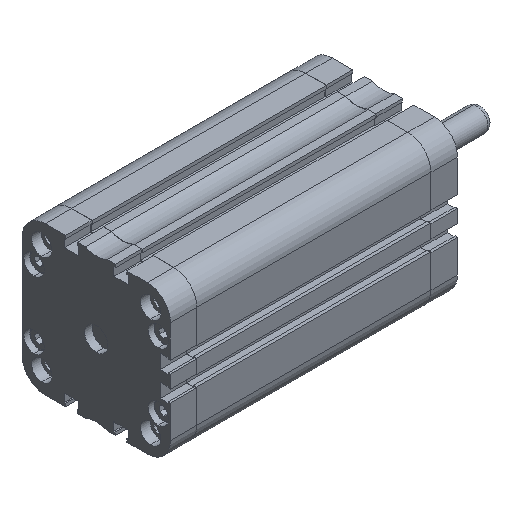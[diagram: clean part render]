
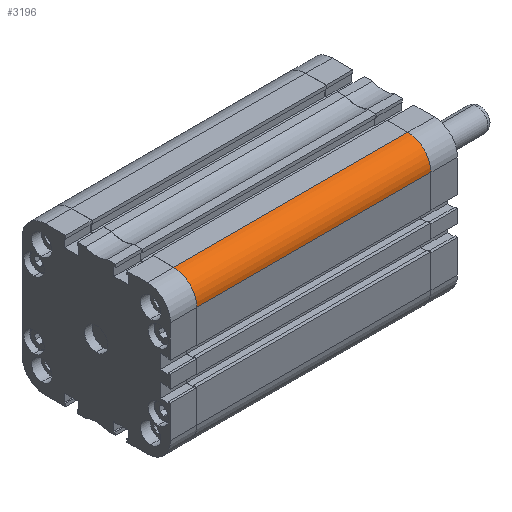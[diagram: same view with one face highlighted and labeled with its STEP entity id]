
A CAD part, isometric view. The second image highlights one B-rep face of the part: STEP entity #3196.
In plain terms, the highlighted cylindrical face has radius 12 mm (diameter 24 mm), a partial arc.
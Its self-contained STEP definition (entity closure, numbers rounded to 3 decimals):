
#2215 = CARTESIAN_POINT ( 'NONE',  ( 0., -26.5, 38.5 ) ) ;
#3196 = ADVANCED_FACE ( 'NONE', ( #17569 ), #30998, .T. ) ;
#3261 = ORIENTED_EDGE ( 'NONE', *, *, #8280, .F. ) ;
#3541 = VERTEX_POINT ( 'NONE', #2215 ) ;
#7028 = VECTOR ( 'NONE', #34391, 1000. ) ;
#8280 = EDGE_CURVE ( 'NONE', #26938, #34814, #15498, .T. ) ;
#8774 = ORIENTED_EDGE ( 'NONE', *, *, #22081, .F. ) ;
#10428 = VERTEX_POINT ( 'NONE', #32146 ) ;
#11767 = CARTESIAN_POINT ( 'NONE',  ( 121.5, -26.5, 26.5 ) ) ;
#13234 = DIRECTION ( 'NONE',  ( 1., 0., 0. ) ) ;
#14369 = AXIS2_PLACEMENT_3D ( 'NONE', #23742, #26929, #34537 ) ;
#15498 = LINE ( 'NONE', #23593, #7028 ) ;
#15717 = AXIS2_PLACEMENT_3D ( 'NONE', #11767, #22498, #21259 ) ;
#17239 = ORIENTED_EDGE ( 'NONE', *, *, #31860, .F. ) ;
#17569 = FACE_OUTER_BOUND ( 'NONE', #29961, .T. ) ;
#18857 = CARTESIAN_POINT ( 'NONE',  ( 121.5, -38.5, 26.5 ) ) ;
#19364 = CARTESIAN_POINT ( 'NONE',  ( 0., -38.5, 26.5 ) ) ;
#19968 = LINE ( 'NONE', #31113, #28106 ) ;
#20389 = DIRECTION ( 'NONE',  ( 0., 0., -1. ) ) ;
#21259 = DIRECTION ( 'NONE',  ( 0., 0., 1. ) ) ;
#22081 = EDGE_CURVE ( 'NONE', #3541, #10428, #19968, .T. ) ;
#22498 = DIRECTION ( 'NONE',  ( -1., 0., 0. ) ) ;
#23039 = CARTESIAN_POINT ( 'NONE',  ( 0., -26.5, 26.5 ) ) ;
#23565 = DIRECTION ( 'NONE',  ( -1., 0., 0. ) ) ;
#23593 = CARTESIAN_POINT ( 'NONE',  ( 121.5, -38.5, 26.5 ) ) ;
#23742 = CARTESIAN_POINT ( 'NONE',  ( 121.5, -26.5, 26.5 ) ) ;
#24345 = CIRCLE ( 'NONE', #28860, 12. ) ;
#25785 = ORIENTED_EDGE ( 'NONE', *, *, #29133, .F. ) ;
#26929 = DIRECTION ( 'NONE',  ( 1., 0., 0. ) ) ;
#26938 = VERTEX_POINT ( 'NONE', #18857 ) ;
#28106 = VECTOR ( 'NONE', #13234, 1000. ) ;
#28860 = AXIS2_PLACEMENT_3D ( 'NONE', #23039, #23565, #20389 ) ;
#29133 = EDGE_CURVE ( 'NONE', #34814, #3541, #24345, .T. ) ;
#29961 = EDGE_LOOP ( 'NONE', ( #17239, #8774, #25785, #3261 ) ) ;
#30998 = CYLINDRICAL_SURFACE ( 'NONE', #15717, 12. ) ;
#31113 = CARTESIAN_POINT ( 'NONE',  ( 121.5, -26.5, 38.5 ) ) ;
#31273 = CIRCLE ( 'NONE', #14369, 12. ) ;
#31860 = EDGE_CURVE ( 'NONE', #10428, #26938, #31273, .T. ) ;
#32146 = CARTESIAN_POINT ( 'NONE',  ( 121.5, -26.5, 38.5 ) ) ;
#34391 = DIRECTION ( 'NONE',  ( -1., 0., 0. ) ) ;
#34537 = DIRECTION ( 'NONE',  ( 0., 0., -1. ) ) ;
#34814 = VERTEX_POINT ( 'NONE', #19364 ) ;
